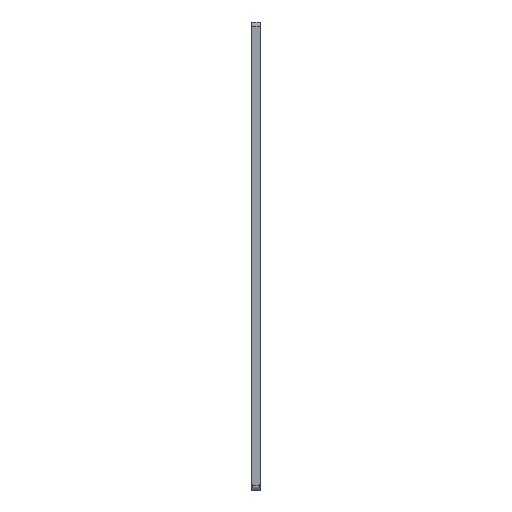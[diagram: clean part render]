
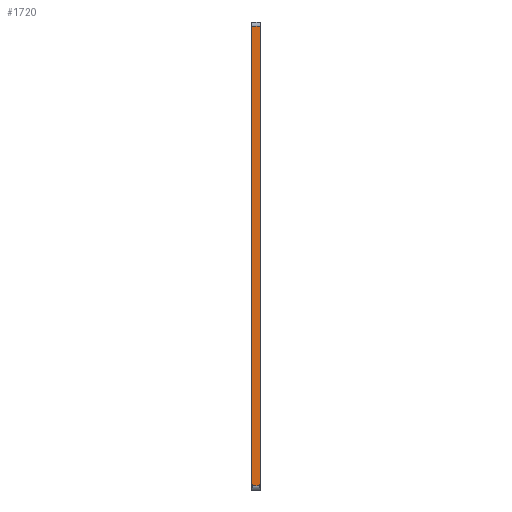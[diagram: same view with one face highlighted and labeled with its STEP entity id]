
A CAD part, left-side view. The second image highlights one B-rep face of the part: STEP entity #1720.
In plain terms, the highlighted planar face has unit normal (-1, 0, 0).
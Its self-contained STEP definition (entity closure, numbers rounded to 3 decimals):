
#8 = EDGE_CURVE ( 'NONE', #524, #226, #688, .T. ) ;
#25 = FACE_OUTER_BOUND ( 'NONE', #735, .T. ) ;
#43 = PLANE ( 'NONE',  #2275 ) ;
#77 = CARTESIAN_POINT ( 'NONE',  ( -179.5, 4., 110.5 ) ) ;
#226 = VERTEX_POINT ( 'NONE', #1712 ) ;
#311 = ORIENTED_EDGE ( 'NONE', *, *, #641, .T. ) ;
#351 = CARTESIAN_POINT ( 'NONE',  ( -179.5, 4., -112.5 ) ) ;
#496 = DIRECTION ( 'NONE',  ( 0., -1., 0. ) ) ;
#524 = VERTEX_POINT ( 'NONE', #1804 ) ;
#632 = CARTESIAN_POINT ( 'NONE',  ( -179.5, 4., -110.5 ) ) ;
#641 = EDGE_CURVE ( 'NONE', #2258, #524, #1026, .T. ) ;
#678 = CARTESIAN_POINT ( 'NONE',  ( -179.5, 0., -112.5 ) ) ;
#688 = LINE ( 'NONE', #678, #799 ) ;
#735 = EDGE_LOOP ( 'NONE', ( #1040, #1391, #997, #311 ) ) ;
#799 = VECTOR ( 'NONE', #1050, 1000. ) ;
#894 = VECTOR ( 'NONE', #496, 1000. ) ;
#997 = ORIENTED_EDGE ( 'NONE', *, *, #2131, .F. ) ;
#1026 = LINE ( 'NONE', #2081, #894 ) ;
#1040 = ORIENTED_EDGE ( 'NONE', *, *, #8, .T. ) ;
#1050 = DIRECTION ( 'NONE',  ( 0., 0., 1. ) ) ;
#1092 = CARTESIAN_POINT ( 'NONE',  ( -179.5, 4., 110.5 ) ) ;
#1115 = DIRECTION ( 'NONE',  ( 1., 0., 0. ) ) ;
#1217 = EDGE_CURVE ( 'NONE', #226, #1365, #1604, .T. ) ;
#1288 = CARTESIAN_POINT ( 'NONE',  ( -179.5, 4., -112.5 ) ) ;
#1365 = VERTEX_POINT ( 'NONE', #77 ) ;
#1391 = ORIENTED_EDGE ( 'NONE', *, *, #1217, .T. ) ;
#1459 = VECTOR ( 'NONE', #2002, 1000. ) ;
#1493 = VECTOR ( 'NONE', #1802, 1000. ) ;
#1604 = LINE ( 'NONE', #1092, #1493 ) ;
#1687 = LINE ( 'NONE', #1288, #1459 ) ;
#1712 = CARTESIAN_POINT ( 'NONE',  ( -179.5, 0., 110.5 ) ) ;
#1720 = ADVANCED_FACE ( 'NONE', ( #25 ), #43, .F. ) ;
#1802 = DIRECTION ( 'NONE',  ( 0., 1., 0. ) ) ;
#1804 = CARTESIAN_POINT ( 'NONE',  ( -179.5, 0., -110.5 ) ) ;
#2002 = DIRECTION ( 'NONE',  ( 0., 0., 1. ) ) ;
#2081 = CARTESIAN_POINT ( 'NONE',  ( -179.5, 4., -110.5 ) ) ;
#2131 = EDGE_CURVE ( 'NONE', #2258, #1365, #1687, .T. ) ;
#2150 = DIRECTION ( 'NONE',  ( 0., 0., -1. ) ) ;
#2258 = VERTEX_POINT ( 'NONE', #632 ) ;
#2275 = AXIS2_PLACEMENT_3D ( 'NONE', #351, #1115, #2150 ) ;
